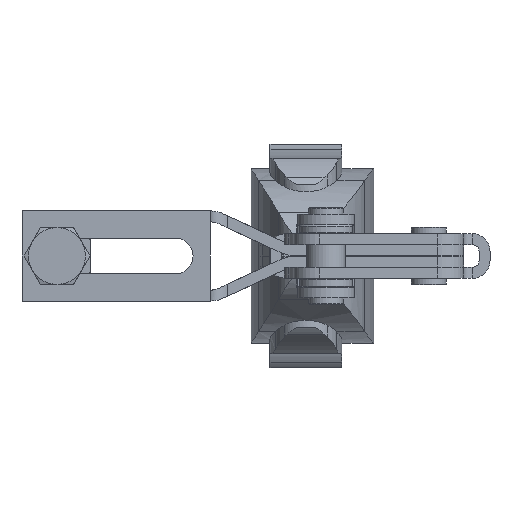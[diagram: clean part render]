
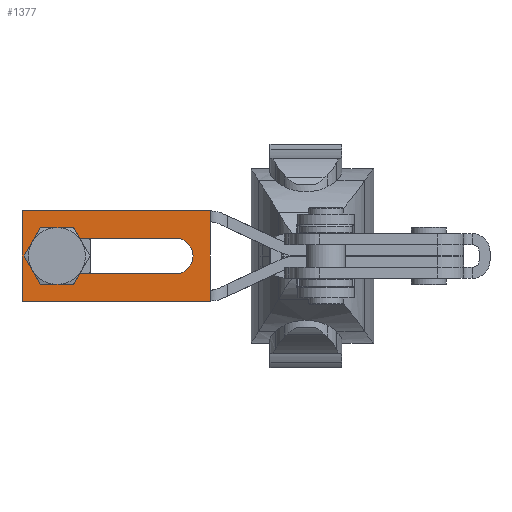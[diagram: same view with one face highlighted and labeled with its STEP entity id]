
A CAD part, front view. The second image highlights one B-rep face of the part: STEP entity #1377.
In plain terms, the highlighted planar face has unit normal (0, -1, 0).
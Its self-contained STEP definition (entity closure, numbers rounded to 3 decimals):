
#1377 = ADVANCED_FACE( '', ( #2723, #2724 ), #2725, .F. );
#2723 = FACE_BOUND( '', #4136, .T. );
#2724 = FACE_OUTER_BOUND( '', #4137, .T. );
#2725 = PLANE( '', #4138 );
#4136 = EDGE_LOOP( '', ( #7173, #7174, #7175, #7176 ) );
#4137 = EDGE_LOOP( '', ( #7177, #7178, #7179, #7180 ) );
#4138 = AXIS2_PLACEMENT_3D( '', #7181, #7182, #7183 );
#7173 = ORIENTED_EDGE( '', *, *, #9096, .T. );
#7174 = ORIENTED_EDGE( '', *, *, #8465, .T. );
#7175 = ORIENTED_EDGE( '', *, *, #8789, .T. );
#7176 = ORIENTED_EDGE( '', *, *, #9294, .T. );
#7177 = ORIENTED_EDGE( '', *, *, #8806, .T. );
#7178 = ORIENTED_EDGE( '', *, *, #8661, .F. );
#7179 = ORIENTED_EDGE( '', *, *, #9486, .F. );
#7180 = ORIENTED_EDGE( '', *, *, #9472, .T. );
#7181 = CARTESIAN_POINT( '', ( -93., -12.5, 10.3 ) );
#7182 = DIRECTION( '', ( 0., 1., 0. ) );
#7183 = DIRECTION( '', ( 0., 0., 1. ) );
#8465 = EDGE_CURVE( '', #10069, #10067, #10070, .T. );
#8661 = EDGE_CURVE( '', #10402, #10404, #10405, .T. );
#8789 = EDGE_CURVE( '', #10067, #10612, #10614, .T. );
#8806 = EDGE_CURVE( '', #10638, #10404, #10639, .T. );
#9096 = EDGE_CURVE( '', #11088, #10069, #11089, .T. );
#9294 = EDGE_CURVE( '', #10612, #11088, #11361, .T. );
#9472 = EDGE_CURVE( '', #11581, #10638, #11582, .T. );
#9486 = EDGE_CURVE( '', #11581, #10402, #11598, .T. );
#10067 = VERTEX_POINT( '', #12532 );
#10069 = VERTEX_POINT( '', #12535 );
#10070 = LINE( '', #12536, #12537 );
#10402 = VERTEX_POINT( '', #13084 );
#10404 = VERTEX_POINT( '', #13087 );
#10405 = LINE( '', #13088, #13089 );
#10612 = VERTEX_POINT( '', #13405 );
#10614 = CIRCLE( '', #13408, 4.1 );
#10638 = VERTEX_POINT( '', #13438 );
#10639 = LINE( '', #13439, #13440 );
#11088 = VERTEX_POINT( '', #14123 );
#11089 = CIRCLE( '', #14124, 4.1 );
#11361 = LINE( '', #14609, #14610 );
#11581 = VERTEX_POINT( '', #14915 );
#11582 = LINE( '', #14916, #14917 );
#11598 = LINE( '', #14943, #14944 );
#12532 = CARTESIAN_POINT( '', ( -85., -12.5, -4.1 ) );
#12535 = CARTESIAN_POINT( '', ( -58., -12.5, -4.1 ) );
#12536 = CARTESIAN_POINT( '', ( -58., -12.5, -4.1 ) );
#12537 = VECTOR( '', #15499, 1000. );
#13084 = CARTESIAN_POINT( '', ( -50., -12.5, 10.3 ) );
#13087 = CARTESIAN_POINT( '', ( -50., -12.5, -10.3 ) );
#13088 = CARTESIAN_POINT( '', ( -50., -12.5, 10.3 ) );
#13089 = VECTOR( '', #15767, 1000. );
#13405 = CARTESIAN_POINT( '', ( -85., -12.5, 4.1 ) );
#13408 = AXIS2_PLACEMENT_3D( '', #15940, #15941, #15942 );
#13438 = CARTESIAN_POINT( '', ( -93., -12.5, -10.3 ) );
#13439 = CARTESIAN_POINT( '', ( -93., -12.5, -10.3 ) );
#13440 = VECTOR( '', #15964, 1000. );
#14123 = CARTESIAN_POINT( '', ( -58., -12.5, 4.1 ) );
#14124 = AXIS2_PLACEMENT_3D( '', #16314, #16315, #16316 );
#14609 = CARTESIAN_POINT( '', ( -85., -12.5, 4.1 ) );
#14610 = VECTOR( '', #16501, 1000. );
#14915 = CARTESIAN_POINT( '', ( -93., -12.5, 10.3 ) );
#14916 = CARTESIAN_POINT( '', ( -93., -12.5, 10.3 ) );
#14917 = VECTOR( '', #16693, 1000. );
#14943 = CARTESIAN_POINT( '', ( -93., -12.5, 10.3 ) );
#14944 = VECTOR( '', #16704, 1000. );
#15499 = DIRECTION( '', ( -1., 0., 0. ) );
#15767 = DIRECTION( '', ( 0., 0., -1. ) );
#15940 = CARTESIAN_POINT( '', ( -85., -12.5, 0. ) );
#15941 = DIRECTION( '', ( 0., 1., 0. ) );
#15942 = DIRECTION( '', ( 1., 0., 0. ) );
#15964 = DIRECTION( '', ( 1., 0., 0. ) );
#16314 = CARTESIAN_POINT( '', ( -58., -12.5, 0. ) );
#16315 = DIRECTION( '', ( 0., 1., 0. ) );
#16316 = DIRECTION( '', ( 1., 0., 0. ) );
#16501 = DIRECTION( '', ( 1., 0., 0. ) );
#16693 = DIRECTION( '', ( 0., 0., -1. ) );
#16704 = DIRECTION( '', ( 1., 0., 0. ) );
